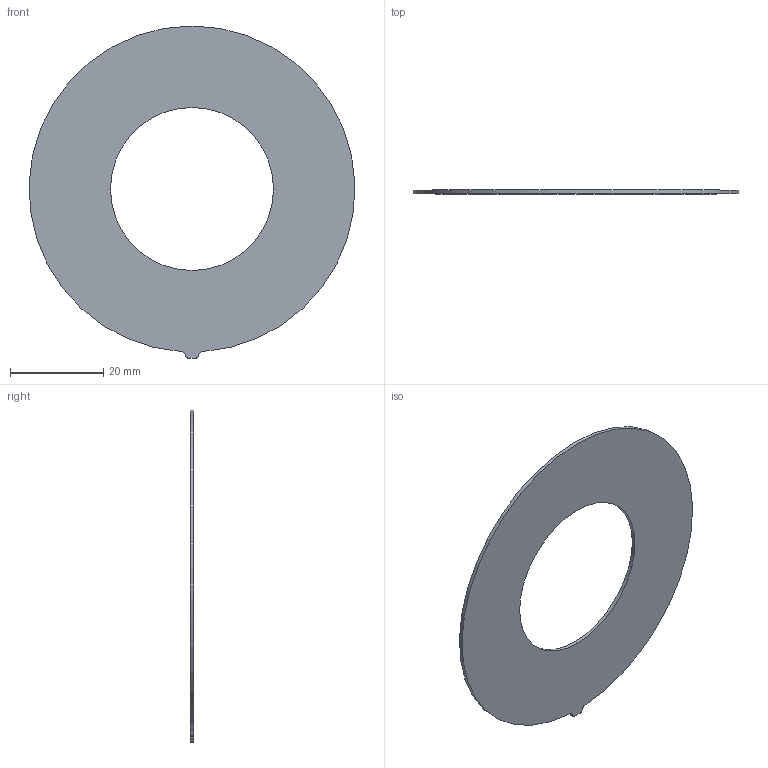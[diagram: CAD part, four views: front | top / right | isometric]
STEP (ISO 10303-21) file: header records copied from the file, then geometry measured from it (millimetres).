
FILE_DESCRIPTION (( 'STEP AP203' ), '1' );
FILE_NAME ('PL-SR-70.STEP', '2020-12-08T08:25:47', ( '' ), ( '' ), 'SwSTEP 2.0', 'SolidWorks 2011', '' );
FILE_SCHEMA (( 'CONFIG_CONTROL_DESIGN' ));
Length unit declared in the file: millimetre
Products named in the file (1): PL-SR-70
Bounding box: 69.96 x 0.8 x 71.3 mm (x, y, z)
Volume: 2312.2 mm3; surface area: 6045.6 mm2
Topology: 1 solids, 1 shells, 10 faces, 24 edges, 16 vertices
Faces by surface type: cylinder 7, plane 3
Entity records: 383 total; most frequent: DIRECTION 60, CARTESIAN_POINT 51, ORIENTED_EDGE 48, AXIS2_PLACEMENT_3D 25, EDGE_CURVE 24, VERTEX_POINT 16, CIRCLE 14, EDGE_LOOP 12
